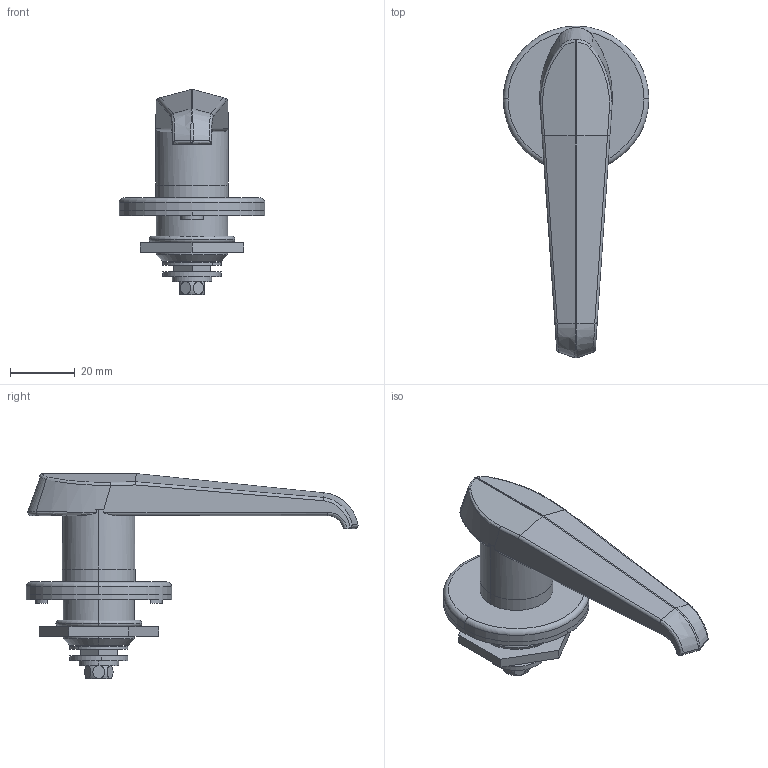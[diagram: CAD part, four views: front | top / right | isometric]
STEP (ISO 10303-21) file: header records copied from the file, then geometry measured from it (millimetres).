
FILE_DESCRIPTION (( 'STEP AP203' ), '1' );
FILE_NAME ('A-1140-3-2.STEP', '2024-01-10T05:46:47', ( '' ), ( '' ), 'SwSTEP 2.0', 'SolidWorks 2021', '' );
FILE_SCHEMA (( 'CONFIG_CONTROL_DESIGN' ));
Length unit declared in the file: millimetre
Products named in the file (10): A-1140-3バネ座金_; A-1140-3受座_; A-1140-3パッキン_; A-1140-3儕儞僌儚僢僔儍乕; A-1140-3六角ナット_; A-1140-3儚僢僔儍乕_; A-1140-3本体__A-1140-3-2; A-1140-3-2; A-1140-3角ワッシャー_SLDPRT; 廫帤寠晅偒榋妏儃儖僩M6_M6亊9
Assembly tree (9 placements, depth 2):
  A-1140-3-2
    A-1140-3本体__A-1140-3-2
    A-1140-3受座_
    A-1140-3パッキン_
    A-1140-3六角ナット_
    A-1140-3角ワッシャー_SLDPRT
    A-1140-3儚僢僔儍乕_
    A-1140-3儕儞僌儚僢僔儍乕
    廫帤寠晅偒榋妏儃儖僩M6_M6亊9
    A-1140-3バネ座金_
Bounding box: 45 x 102.5 x 63.3 mm (x, y, z)
Volume: 33919.9 mm3; surface area: 21210.9 mm2
Topology: 9 solids, 9 shells, 214 faces, 521 edges, 331 vertices
Faces by surface type: plane 97, cylinder 77, bspline 18, torus 13, cone 7, sphere 2
Entity records: 8758 total; most frequent: CARTESIAN_POINT 2776, ORIENTED_EDGE 1032, DIRECTION 1027, EDGE_CURVE 516, AXIS2_PLACEMENT_3D 391, VERTEX_POINT 329, LINE 245, VECTOR 245
